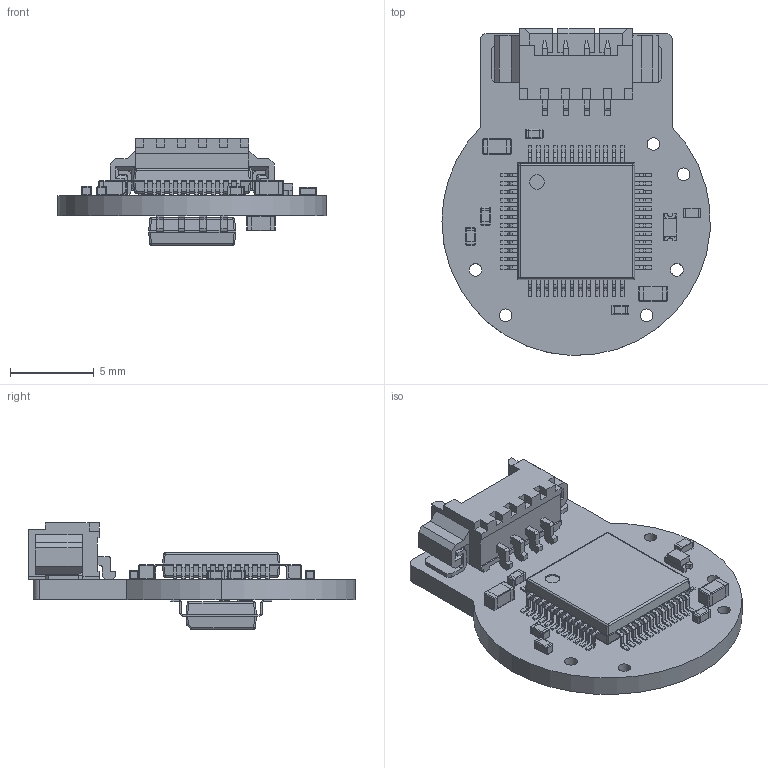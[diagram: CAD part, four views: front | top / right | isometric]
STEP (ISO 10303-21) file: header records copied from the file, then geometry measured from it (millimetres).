
FILE_DESCRIPTION(('Open CASCADE Model'),'2;1');
FILE_NAME('Open CASCADE Shape Model','2020-07-05T18:29:33',('Author'),( 'Open CASCADE'),'Open CASCADE STEP processor 6.8','Open CASCADE 6.8' ,'Unknown');
FILE_SCHEMA(('AUTOMOTIVE_DESIGN { 1 0 10303 214 1 1 1 1 }'));
Length unit declared in the file: millimetre
Products named in the file (1): PCB
Bounding box: 15.98 x 19.47 x 6.34 mm (x, y, z)
Volume: 467 mm3; surface area: 1158.3 mm2
Topology: 90 solids, 92 shells, 2083 faces, 4561 edges, 2614 vertices
Faces by surface type: plane 1506, cylinder 479, sphere 82, bspline 16
Full cylindrical faces by diameter (mm): 0.525 x1, 0.75 x6, 0.875 x1
Entity records: 56351 total; most frequent: CARTESIAN_POINT 10687, DIRECTION 9445, ORIENTED_EDGE 8894, EDGE_CURVE 4448, LINE 3517, VECTOR 3517, AXIS2_PLACEMENT_3D 2964, VERTEX_POINT 2552
